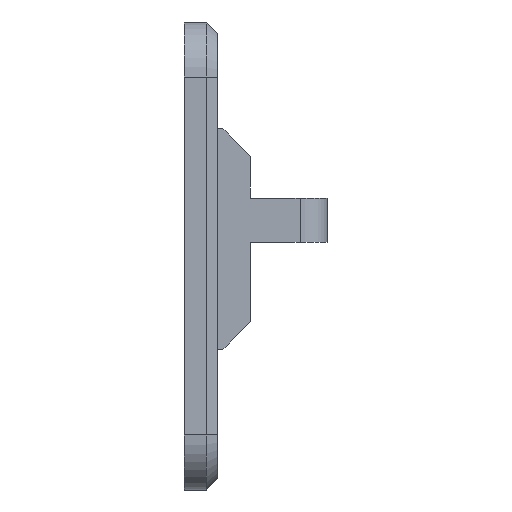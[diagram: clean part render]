
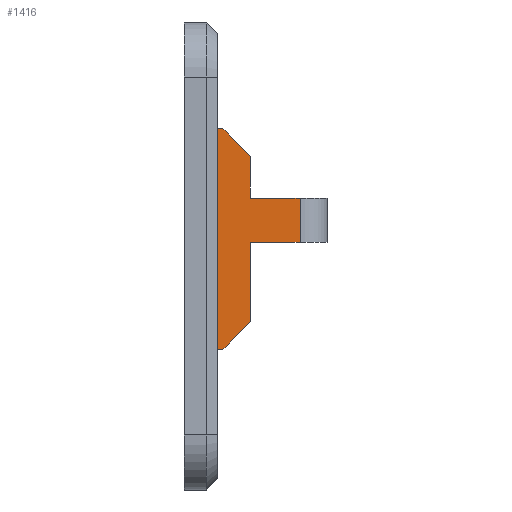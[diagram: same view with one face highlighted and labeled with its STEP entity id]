
A CAD part, left-side view. The second image highlights one B-rep face of the part: STEP entity #1416.
In plain terms, the highlighted planar face has unit normal (-1, 0, 0).
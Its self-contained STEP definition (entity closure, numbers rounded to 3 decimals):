
#25 = LINE ( 'NONE', #1891, #1435 ) ;
#31 = EDGE_CURVE ( 'NONE', #2816, #391, #2380, .T. ) ;
#62 = CARTESIAN_POINT ( 'NONE',  ( -13.909, -1.2, -3.383 ) ) ;
#124 = CARTESIAN_POINT ( 'NONE',  ( -13.909, -1.2, -3.383 ) ) ;
#128 = VECTOR ( 'NONE', #2398, 1000. ) ;
#213 = CARTESIAN_POINT ( 'NONE',  ( -13.909, -1.2, -2.383 ) ) ;
#220 = ORIENTED_EDGE ( 'NONE', *, *, #2420, .T. ) ;
#231 = ORIENTED_EDGE ( 'NONE', *, *, #2699, .T. ) ;
#237 = VERTEX_POINT ( 'NONE', #1998 ) ;
#290 = CARTESIAN_POINT ( 'NONE',  ( -13.909, -1.2, -2.383 ) ) ;
#302 = CARTESIAN_POINT ( 'NONE',  ( -13.909, -4., 2.1 ) ) ;
#310 = EDGE_CURVE ( 'NONE', #1228, #2190, #2822, .T. ) ;
#313 = EDGE_CURVE ( 'NONE', #237, #985, #25, .T. ) ;
#369 = VECTOR ( 'NONE', #1702, 1000. ) ;
#391 = VERTEX_POINT ( 'NONE', #994 ) ;
#419 = VECTOR ( 'NONE', #714, 1000. ) ;
#431 = DIRECTION ( 'NONE',  ( 0., 0., 1. ) ) ;
#611 = CARTESIAN_POINT ( 'NONE',  ( -13.909, -4., 0.5 ) ) ;
#640 = LINE ( 'NONE', #611, #1284 ) ;
#663 = CARTESIAN_POINT ( 'NONE',  ( -13.909, -1.2, 4.617 ) ) ;
#714 = DIRECTION ( 'NONE',  ( 0., -0.707, 0.707 ) ) ;
#804 = DIRECTION ( 'NONE',  ( 0., 0., -1. ) ) ;
#807 = CARTESIAN_POINT ( 'NONE',  ( -13.909, -1.2, 3.617 ) ) ;
#821 = PLANE ( 'NONE',  #1542 ) ;
#822 = VECTOR ( 'NONE', #2824, 1000. ) ;
#867 = VECTOR ( 'NONE', #1851, 1000. ) ;
#890 = DIRECTION ( 'NONE',  ( 0., 1., 0. ) ) ;
#915 = EDGE_CURVE ( 'NONE', #237, #2004, #640, .T. ) ;
#927 = LINE ( 'NONE', #663, #867 ) ;
#972 = LINE ( 'NONE', #1208, #822 ) ;
#985 = VERTEX_POINT ( 'NONE', #2957 ) ;
#994 = CARTESIAN_POINT ( 'NONE',  ( -13.909, -1.2, 2.1 ) ) ;
#1008 = LINE ( 'NONE', #302, #369 ) ;
#1054 = DIRECTION ( 'NONE',  ( 0., 0., -1. ) ) ;
#1077 = EDGE_LOOP ( 'NONE', ( #2740, #2102, #1829, #2217, #1638, #1724, #1346, #220, #2825, #231 ) ) ;
#1104 = CARTESIAN_POINT ( 'NONE',  ( -13.909, 0., -3.383 ) ) ;
#1208 = CARTESIAN_POINT ( 'NONE',  ( -13.909, 0., -3.383 ) ) ;
#1222 = DIRECTION ( 'NONE',  ( 0., 0., -1. ) ) ;
#1228 = VERTEX_POINT ( 'NONE', #1266 ) ;
#1234 = CARTESIAN_POINT ( 'NONE',  ( -13.909, -0.2, 4.617 ) ) ;
#1266 = CARTESIAN_POINT ( 'NONE',  ( -13.909, -0.2, -3.383 ) ) ;
#1284 = VECTOR ( 'NONE', #890, 1000. ) ;
#1314 = VERTEX_POINT ( 'NONE', #2935 ) ;
#1346 = ORIENTED_EDGE ( 'NONE', *, *, #31, .F. ) ;
#1416 = ADVANCED_FACE ( 'NONE', ( #2206 ), #821, .F. ) ;
#1435 = VECTOR ( 'NONE', #431, 1000. ) ;
#1471 = CARTESIAN_POINT ( 'NONE',  ( -13.909, -1.2, 3.617 ) ) ;
#1542 = AXIS2_PLACEMENT_3D ( 'NONE', #124, #1707, #1054 ) ;
#1638 = ORIENTED_EDGE ( 'NONE', *, *, #313, .T. ) ;
#1647 = VECTOR ( 'NONE', #804, 1000. ) ;
#1702 = DIRECTION ( 'NONE',  ( 0., 1., 0. ) ) ;
#1707 = DIRECTION ( 'NONE',  ( 1., 0., 0. ) ) ;
#1724 = ORIENTED_EDGE ( 'NONE', *, *, #2395, .T. ) ;
#1829 = ORIENTED_EDGE ( 'NONE', *, *, #2001, .F. ) ;
#1851 = DIRECTION ( 'NONE',  ( 0., 1., 0. ) ) ;
#1857 = DIRECTION ( 'NONE',  ( 0., 1., 0. ) ) ;
#1891 = CARTESIAN_POINT ( 'NONE',  ( -13.909, -3., 2.1 ) ) ;
#1926 = CARTESIAN_POINT ( 'NONE',  ( -13.909, -1.2, 0.5 ) ) ;
#1998 = CARTESIAN_POINT ( 'NONE',  ( -13.909, -3., 0.5 ) ) ;
#2001 = EDGE_CURVE ( 'NONE', #2004, #2417, #2611, .T. ) ;
#2004 = VERTEX_POINT ( 'NONE', #1926 ) ;
#2068 = LINE ( 'NONE', #213, #419 ) ;
#2102 = ORIENTED_EDGE ( 'NONE', *, *, #2278, .T. ) ;
#2190 = VERTEX_POINT ( 'NONE', #1104 ) ;
#2206 = FACE_OUTER_BOUND ( 'NONE', #1077, .T. ) ;
#2217 = ORIENTED_EDGE ( 'NONE', *, *, #915, .F. ) ;
#2278 = EDGE_CURVE ( 'NONE', #1228, #2417, #2068, .T. ) ;
#2292 = EDGE_CURVE ( 'NONE', #2711, #1314, #927, .T. ) ;
#2350 = CARTESIAN_POINT ( 'NONE',  ( -13.909, -1.2, -3.383 ) ) ;
#2380 = LINE ( 'NONE', #2649, #2985 ) ;
#2395 = EDGE_CURVE ( 'NONE', #985, #391, #1008, .T. ) ;
#2398 = DIRECTION ( 'NONE',  ( 0., 0.707, 0.707 ) ) ;
#2417 = VERTEX_POINT ( 'NONE', #290 ) ;
#2420 = EDGE_CURVE ( 'NONE', #2816, #2711, #2578, .T. ) ;
#2578 = LINE ( 'NONE', #1471, #128 ) ;
#2611 = LINE ( 'NONE', #62, #1647 ) ;
#2649 = CARTESIAN_POINT ( 'NONE',  ( -13.909, -1.2, -3.383 ) ) ;
#2699 = EDGE_CURVE ( 'NONE', #1314, #2190, #972, .T. ) ;
#2711 = VERTEX_POINT ( 'NONE', #1234 ) ;
#2740 = ORIENTED_EDGE ( 'NONE', *, *, #310, .F. ) ;
#2742 = VECTOR ( 'NONE', #1857, 1000. ) ;
#2816 = VERTEX_POINT ( 'NONE', #807 ) ;
#2822 = LINE ( 'NONE', #2350, #2742 ) ;
#2824 = DIRECTION ( 'NONE',  ( 0., 0., -1. ) ) ;
#2825 = ORIENTED_EDGE ( 'NONE', *, *, #2292, .T. ) ;
#2935 = CARTESIAN_POINT ( 'NONE',  ( -13.909, 0., 4.617 ) ) ;
#2957 = CARTESIAN_POINT ( 'NONE',  ( -13.909, -3., 2.1 ) ) ;
#2985 = VECTOR ( 'NONE', #1222, 1000. ) ;
